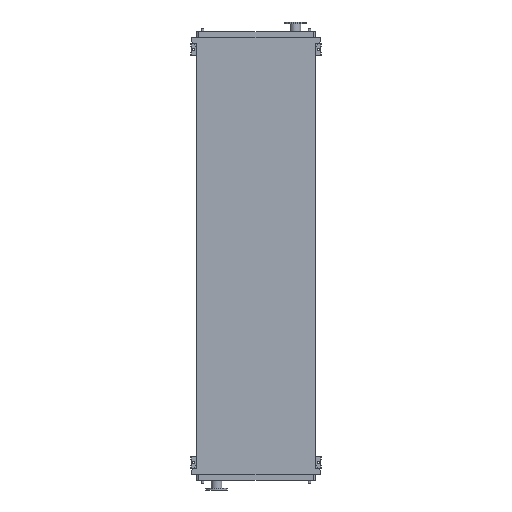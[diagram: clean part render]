
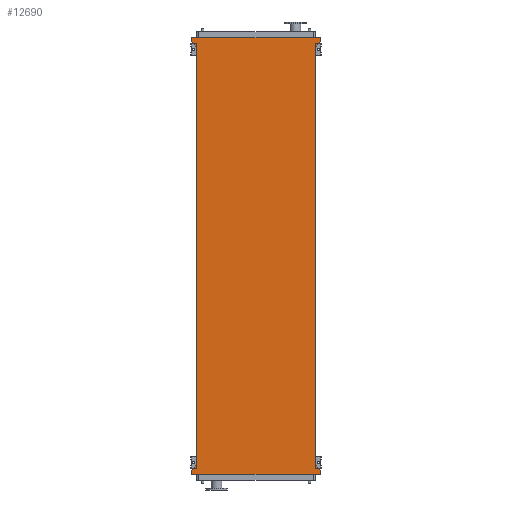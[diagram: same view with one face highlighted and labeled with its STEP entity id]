
A CAD part, front view. The second image highlights one B-rep face of the part: STEP entity #12690.
In plain terms, the highlighted planar face has unit normal (0, -1, 0).
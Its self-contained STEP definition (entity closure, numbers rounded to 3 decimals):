
#389 = CARTESIAN_POINT ( 'NONE',  ( -605., 0., 0. ) ) ;
#613 = EDGE_CURVE ( 'NONE', #6675, #1847, #18398, .T. ) ;
#1143 = CARTESIAN_POINT ( 'NONE',  ( -651., 0., 95. ) ) ;
#1520 = VERTEX_POINT ( 'NONE', #3627 ) ;
#1633 = DIRECTION ( 'NONE',  ( 0., -1., 0. ) ) ;
#1812 = CARTESIAN_POINT ( 'NONE',  ( 605., 0., -4250. ) ) ;
#1847 = VERTEX_POINT ( 'NONE', #14774 ) ;
#2447 = CARTESIAN_POINT ( 'NONE',  ( -651., 0., 53. ) ) ;
#3132 = VECTOR ( 'NONE', #9800, 1000. ) ;
#3354 = VECTOR ( 'NONE', #14516, 1000. ) ;
#3436 = CARTESIAN_POINT ( 'NONE',  ( 651., 0., -4303. ) ) ;
#3627 = CARTESIAN_POINT ( 'NONE',  ( -651., 0., -4303. ) ) ;
#3667 = DIRECTION ( 'NONE',  ( 0., 0., -1. ) ) ;
#3769 = CARTESIAN_POINT ( 'NONE',  ( -651., 0., -4345. ) ) ;
#4341 = CARTESIAN_POINT ( 'NONE',  ( -651., 0., -4303. ) ) ;
#4349 = DIRECTION ( 'NONE',  ( 0., 0., 1. ) ) ;
#4411 = CARTESIAN_POINT ( 'NONE',  ( 651., 0., -4345. ) ) ;
#4650 = EDGE_CURVE ( 'NONE', #1520, #18218, #7189, .T. ) ;
#4732 = LINE ( 'NONE', #9679, #8704 ) ;
#4835 = VECTOR ( 'NONE', #12307, 1000. ) ;
#5194 = DIRECTION ( 'NONE',  ( -0.655, 0., 0.755 ) ) ;
#5206 = AXIS2_PLACEMENT_3D ( 'NONE', #10582, #1633, #12079 ) ;
#5680 = ORIENTED_EDGE ( 'NONE', *, *, #17148, .F. ) ;
#5748 = VECTOR ( 'NONE', #3667, 1000. ) ;
#5835 = VERTEX_POINT ( 'NONE', #17279 ) ;
#5852 = CARTESIAN_POINT ( 'NONE',  ( 651., 0., 53. ) ) ;
#5927 = LINE ( 'NONE', #14734, #17371 ) ;
#5951 = EDGE_CURVE ( 'NONE', #18218, #13852, #17187, .T. ) ;
#6241 = EDGE_CURVE ( 'NONE', #5835, #6287, #12758, .T. ) ;
#6287 = VERTEX_POINT ( 'NONE', #3436 ) ;
#6321 = VERTEX_POINT ( 'NONE', #16946 ) ;
#6330 = VERTEX_POINT ( 'NONE', #18432 ) ;
#6584 = ORIENTED_EDGE ( 'NONE', *, *, #19163, .F. ) ;
#6675 = VERTEX_POINT ( 'NONE', #13391 ) ;
#7189 = LINE ( 'NONE', #4341, #18167 ) ;
#7308 = LINE ( 'NONE', #17455, #3354 ) ;
#7325 = LINE ( 'NONE', #1143, #11310 ) ;
#8362 = EDGE_CURVE ( 'NONE', #1847, #6321, #7325, .T. ) ;
#8479 = CARTESIAN_POINT ( 'NONE',  ( -605., 0., -4250. ) ) ;
#8539 = ORIENTED_EDGE ( 'NONE', *, *, #5951, .F. ) ;
#8656 = DIRECTION ( 'NONE',  ( 1., 0., 0. ) ) ;
#8704 = VECTOR ( 'NONE', #11186, 1000. ) ;
#9253 = VECTOR ( 'NONE', #17412, 1000. ) ;
#9679 = CARTESIAN_POINT ( 'NONE',  ( 651., 0., 95. ) ) ;
#9706 = CARTESIAN_POINT ( 'NONE',  ( 651., 0., -4345. ) ) ;
#9729 = LINE ( 'NONE', #11068, #5748 ) ;
#9800 = DIRECTION ( 'NONE',  ( -0.655, 0., -0.755 ) ) ;
#10087 = ORIENTED_EDGE ( 'NONE', *, *, #17719, .F. ) ;
#10277 = EDGE_LOOP ( 'NONE', ( #14115, #6584, #16367, #16286, #12258, #5680, #8539, #19121, #10908, #10735, #10087, #19133 ) ) ;
#10582 = CARTESIAN_POINT ( 'NONE',  ( -605., 0., -4250. ) ) ;
#10735 = ORIENTED_EDGE ( 'NONE', *, *, #11845, .F. ) ;
#10908 = ORIENTED_EDGE ( 'NONE', *, *, #11558, .F. ) ;
#11068 = CARTESIAN_POINT ( 'NONE',  ( 651., 0., -4303. ) ) ;
#11186 = DIRECTION ( 'NONE',  ( 0., 0., -1. ) ) ;
#11310 = VECTOR ( 'NONE', #8656, 1000. ) ;
#11558 = EDGE_CURVE ( 'NONE', #16700, #1520, #5927, .T. ) ;
#11845 = EDGE_CURVE ( 'NONE', #15107, #16700, #17591, .T. ) ;
#11987 = EDGE_CURVE ( 'NONE', #5835, #6330, #7308, .T. ) ;
#12079 = DIRECTION ( 'NONE',  ( 0., 0., -1. ) ) ;
#12258 = ORIENTED_EDGE ( 'NONE', *, *, #613, .F. ) ;
#12307 = DIRECTION ( 'NONE',  ( 0.655, 0., -0.755 ) ) ;
#12388 = EDGE_CURVE ( 'NONE', #6321, #13316, #4732, .T. ) ;
#12630 = CARTESIAN_POINT ( 'NONE',  ( -605., 0., 0. ) ) ;
#12690 = ADVANCED_FACE ( 'NONE', ( #15929 ), #13430, .T. ) ;
#12758 = LINE ( 'NONE', #1812, #4835 ) ;
#13316 = VERTEX_POINT ( 'NONE', #5852 ) ;
#13391 = CARTESIAN_POINT ( 'NONE',  ( -651., 0., 53. ) ) ;
#13400 = CARTESIAN_POINT ( 'NONE',  ( -605., 0., -4250. ) ) ;
#13430 = PLANE ( 'NONE',  #5206 ) ;
#13709 = VECTOR ( 'NONE', #5194, 1000. ) ;
#13852 = VERTEX_POINT ( 'NONE', #389 ) ;
#13968 = VECTOR ( 'NONE', #14382, 1000. ) ;
#14115 = ORIENTED_EDGE ( 'NONE', *, *, #11987, .T. ) ;
#14169 = LINE ( 'NONE', #12630, #13709 ) ;
#14382 = DIRECTION ( 'NONE',  ( 0., 0., 1. ) ) ;
#14516 = DIRECTION ( 'NONE',  ( 0., 0., 1. ) ) ;
#14734 = CARTESIAN_POINT ( 'NONE',  ( -651., 0., -4345. ) ) ;
#14774 = CARTESIAN_POINT ( 'NONE',  ( -651., 0., 95. ) ) ;
#15038 = LINE ( 'NONE', #18727, #3132 ) ;
#15107 = VERTEX_POINT ( 'NONE', #4411 ) ;
#15633 = DIRECTION ( 'NONE',  ( -1., 0., 0. ) ) ;
#15929 = FACE_OUTER_BOUND ( 'NONE', #10277, .T. ) ;
#16286 = ORIENTED_EDGE ( 'NONE', *, *, #8362, .F. ) ;
#16367 = ORIENTED_EDGE ( 'NONE', *, *, #12388, .F. ) ;
#16700 = VERTEX_POINT ( 'NONE', #3769 ) ;
#16946 = CARTESIAN_POINT ( 'NONE',  ( 651., 0., 95. ) ) ;
#17128 = VECTOR ( 'NONE', #15633, 1000. ) ;
#17148 = EDGE_CURVE ( 'NONE', #13852, #6675, #14169, .T. ) ;
#17187 = LINE ( 'NONE', #8479, #9253 ) ;
#17279 = CARTESIAN_POINT ( 'NONE',  ( 605., 0., -4250. ) ) ;
#17371 = VECTOR ( 'NONE', #4349, 1000. ) ;
#17412 = DIRECTION ( 'NONE',  ( 0., 0., 1. ) ) ;
#17455 = CARTESIAN_POINT ( 'NONE',  ( 605., 0., -4250. ) ) ;
#17591 = LINE ( 'NONE', #9706, #17128 ) ;
#17719 = EDGE_CURVE ( 'NONE', #6287, #15107, #9729, .T. ) ;
#17789 = DIRECTION ( 'NONE',  ( 0.655, 0., 0.755 ) ) ;
#18167 = VECTOR ( 'NONE', #17789, 1000. ) ;
#18218 = VERTEX_POINT ( 'NONE', #13400 ) ;
#18398 = LINE ( 'NONE', #2447, #13968 ) ;
#18432 = CARTESIAN_POINT ( 'NONE',  ( 605., 0., 0. ) ) ;
#18727 = CARTESIAN_POINT ( 'NONE',  ( 651., 0., 53. ) ) ;
#19121 = ORIENTED_EDGE ( 'NONE', *, *, #4650, .F. ) ;
#19133 = ORIENTED_EDGE ( 'NONE', *, *, #6241, .F. ) ;
#19163 = EDGE_CURVE ( 'NONE', #13316, #6330, #15038, .T. ) ;
